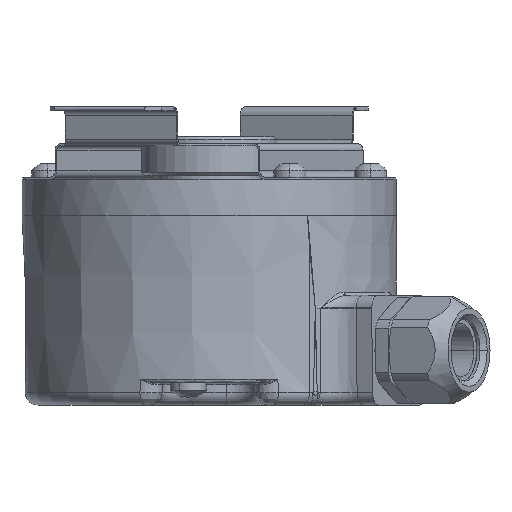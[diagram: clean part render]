
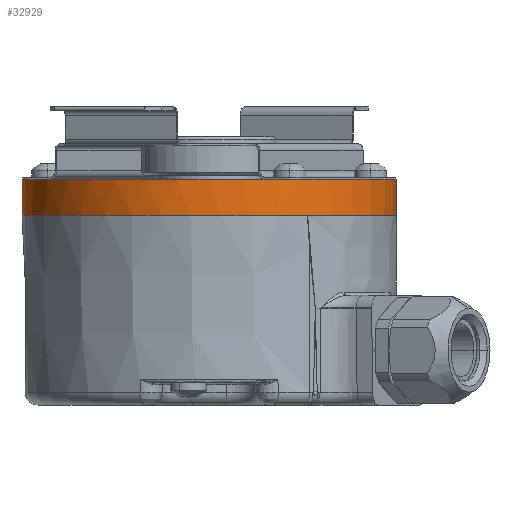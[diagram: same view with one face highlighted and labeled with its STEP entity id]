
A CAD part, front view. The second image highlights one B-rep face of the part: STEP entity #32929.
In plain terms, the highlighted cylindrical face has radius 29 mm (diameter 58 mm), a partial arc.
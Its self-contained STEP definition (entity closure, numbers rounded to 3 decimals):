
#6848=DIRECTION('',(0.,0.,1.));
#6849=VECTOR('',#6848,5.6);
#6850=CARTESIAN_POINT('',(29.,0.,12.4));
#6851=LINE('',#6850,#6849);
#6852=CARTESIAN_POINT('',(0.,0.,12.4));
#6853=DIRECTION('',(0.,0.,1.));
#6854=DIRECTION('',(-1.,0.,0.));
#6855=AXIS2_PLACEMENT_3D('',#6852,#6853,#6854);
#6857=DIRECTION('',(0.,0.,1.));
#6858=VECTOR('',#6857,5.6);
#6859=CARTESIAN_POINT('',(-29.,0.,12.4));
#6860=LINE('',#6859,#6858);
#6861=CARTESIAN_POINT('',(0.,0.,12.4));
#6862=DIRECTION('',(0.,0.,1.));
#6863=DIRECTION('',(1.,-0.029,0.));
#6864=AXIS2_PLACEMENT_3D('',#6861,#6862,#6863);
#6866=CARTESIAN_POINT('',(0.,0.,12.4));
#6867=DIRECTION('',(0.,0.,1.));
#6868=DIRECTION('',(0.525,-0.851,0.));
#6869=AXIS2_PLACEMENT_3D('',#6866,#6867,#6868);
#6876=CARTESIAN_POINT('',(0.,0.,18.));
#6877=DIRECTION('',(0.,0.,1.));
#6878=DIRECTION('',(-1.,0.,0.));
#6879=AXIS2_PLACEMENT_3D('',#6876,#6877,#6878);
#21241=CARTESIAN_POINT('',(29.,0.,18.));
#21242=CARTESIAN_POINT('',(-29.,0.,18.));
#21243=VERTEX_POINT('',#21241);
#21244=VERTEX_POINT('',#21242);
#25005=CARTESIAN_POINT('',(29.,0.,12.4));
#25006=CARTESIAN_POINT('',(-29.,0.,12.4));
#25007=VERTEX_POINT('',#25005);
#25008=VERTEX_POINT('',#25006);
#25009=CARTESIAN_POINT('',(15.228,-24.68,12.4));
#25010=VERTEX_POINT('',#25009);
#25011=CARTESIAN_POINT('',(28.988,-0.848,12.4));
#25012=VERTEX_POINT('',#25011);
#32914=CARTESIAN_POINT('',(0.,0.,0.));
#32915=DIRECTION('',(0.,0.,1.));
#32916=DIRECTION('',(1.,0.,0.));
#32917=AXIS2_PLACEMENT_3D('',#32914,#32915,#32916);
#32918=CYLINDRICAL_SURFACE('',#32917,29.);
#32919=ORIENTED_EDGE('',*,*,#32860,.F.);
#32920=ORIENTED_EDGE('',*,*,#32909,.T.);
#32922=ORIENTED_EDGE('',*,*,#32921,.T.);
#32923=ORIENTED_EDGE('',*,*,#32905,.F.);
#32924=ORIENTED_EDGE('',*,*,#32894,.F.);
#32926=ORIENTED_EDGE('',*,*,#32925,.F.);
#32927=EDGE_LOOP('',(#32919,#32920,#32922,#32923,#32924,#32926));
#32928=FACE_OUTER_BOUND('',#32927,.F.);
#6856=CIRCLE('',#6855,29.);
#6865=CIRCLE('',#6864,29.);
#6870=CIRCLE('',#6869,29.);
#6880=CIRCLE('',#6879,29.);
#32860=EDGE_CURVE('',#25008,#25010,#6856,.T.);
#32894=EDGE_CURVE('',#25012,#25007,#6865,.T.);
#32905=EDGE_CURVE('',#25007,#21243,#6851,.T.);
#32909=EDGE_CURVE('',#25008,#21244,#6860,.T.);
#32921=EDGE_CURVE('',#21244,#21243,#6880,.T.);
#32925=EDGE_CURVE('',#25010,#25012,#6870,.T.);
#32929=ADVANCED_FACE('',(#32928),#32918,.T.);
